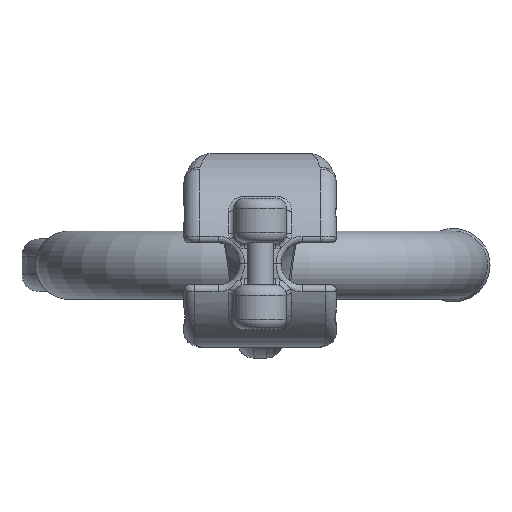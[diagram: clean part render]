
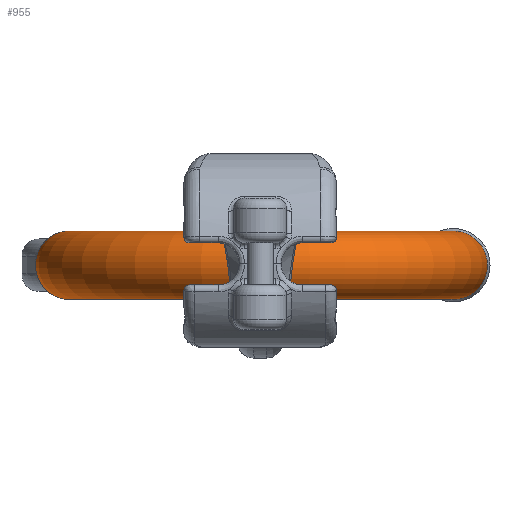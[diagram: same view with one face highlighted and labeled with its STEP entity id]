
A CAD part, front view. The second image highlights one B-rep face of the part: STEP entity #955.
In plain terms, the highlighted toroidal (fillet/blend) face has major radius 36.5 mm and minor radius 6.5 mm.
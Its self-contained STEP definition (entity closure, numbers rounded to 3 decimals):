
#921=TOROIDAL_SURFACE('',#8404,36.5,6.5);
#955=ADVANCED_FACE('',(#3135,#3136),#921,.T.);
#3135=FACE_BOUND('',#3177,.T.);
#3136=FACE_BOUND('',#3178,.T.);
#3177=EDGE_LOOP('',(#3723));
#3178=EDGE_LOOP('',(#3724));
#3723=ORIENTED_EDGE('',*,*,#6914,.T.);
#3724=ORIENTED_EDGE('',*,*,#6933,.F.);
#6154=VERTEX_POINT('',#10785);
#6173=VERTEX_POINT('',#10918);
#6914=EDGE_CURVE('',#6154,#6154,#8141,.T.);
#6933=EDGE_CURVE('',#6173,#6173,#8142,.T.);
#8141=CIRCLE('',#8392,6.5);
#8142=CIRCLE('',#8398,6.5);
#8392=AXIS2_PLACEMENT_3D('',#10784,#9017,#9018);
#8398=AXIS2_PLACEMENT_3D('',#10917,#9033,#9034);
#8404=AXIS2_PLACEMENT_3D('',#10927,#9045,#9046);
#9017=DIRECTION('',(0.,-1.,0.));
#9018=DIRECTION('',(1.,0.,0.));
#9033=DIRECTION('',(0.,1.,0.));
#9034=DIRECTION('',(-1.,0.,0.));
#9045=DIRECTION('',(0.,0.,1.));
#9046=DIRECTION('',(1.,0.,0.));
#10784=CARTESIAN_POINT('',(-36.5,-25.,0.));
#10785=CARTESIAN_POINT('',(-30.,-25.,0.));
#10917=CARTESIAN_POINT('',(36.5,-25.,0.));
#10918=CARTESIAN_POINT('',(30.,-25.,0.));
#10927=CARTESIAN_POINT('',(0.,-25.,0.));
